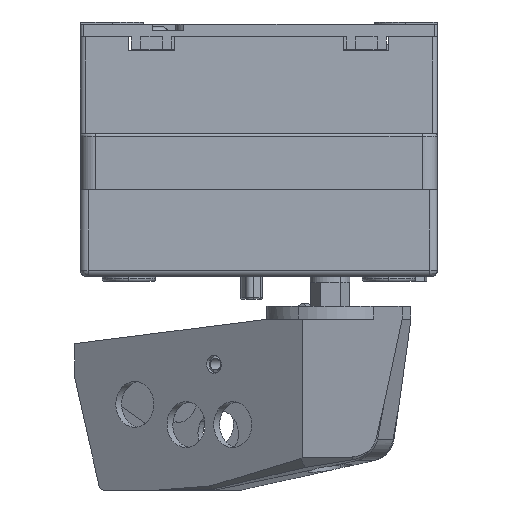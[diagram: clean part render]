
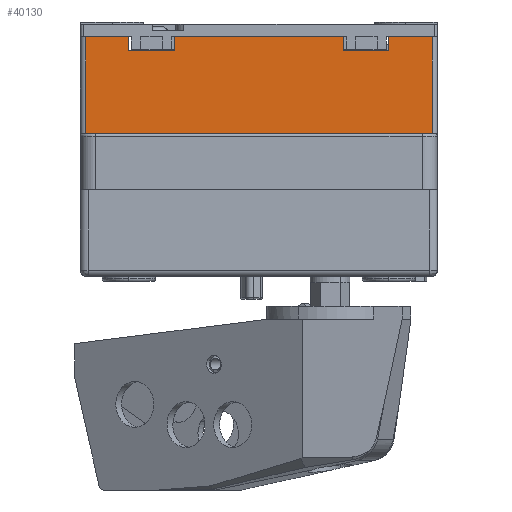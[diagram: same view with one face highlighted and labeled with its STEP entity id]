
A CAD part, left-side view. The second image highlights one B-rep face of the part: STEP entity #40130.
In plain terms, the highlighted planar face has unit normal (-1, 0, 0).
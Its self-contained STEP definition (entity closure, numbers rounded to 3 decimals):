
#333 = LINE ( 'NONE', #120173, #69558 ) ;
#610 = EDGE_CURVE ( 'NONE', #77450, #117987, #60006, .T. ) ;
#1141 = LINE ( 'NONE', #107998, #25831 ) ;
#2898 = CARTESIAN_POINT ( 'NONE',  ( 13.5, 51.6, 18.25 ) ) ;
#3154 = CARTESIAN_POINT ( 'NONE',  ( 13.5, 69., 2. ) ) ;
#3252 = FACE_OUTER_BOUND ( 'NONE', #103531, .T. ) ;
#5393 = DIRECTION ( 'NONE',  ( 0., 0., 1. ) ) ;
#6777 = LINE ( 'NONE', #28450, #106489 ) ;
#7737 = VECTOR ( 'NONE', #24667, 1000. ) ;
#8692 = EDGE_CURVE ( 'NONE', #138793, #82817, #141092, .T. ) ;
#11295 = DIRECTION ( 'NONE',  ( 0., 1., 0. ) ) ;
#13872 = DIRECTION ( 'NONE',  ( 0., 1., 0. ) ) ;
#14557 = LINE ( 'NONE', #36908, #7737 ) ;
#14701 = DIRECTION ( 'NONE',  ( 0., 0., 1. ) ) ;
#20300 = ORIENTED_EDGE ( 'NONE', *, *, #142731, .F. ) ;
#23590 = CARTESIAN_POINT ( 'NONE',  ( 13.5, 18.4, 21. ) ) ;
#23735 = EDGE_CURVE ( 'NONE', #130933, #36946, #101339, .T. ) ;
#24261 = EDGE_CURVE ( 'NONE', #131774, #117987, #122475, .T. ) ;
#24667 = DIRECTION ( 'NONE',  ( 0., -1., 0. ) ) ;
#25714 = CARTESIAN_POINT ( 'NONE',  ( 13.5, 18.4, 18.25 ) ) ;
#25831 = VECTOR ( 'NONE', #43007, 1000. ) ;
#27820 = EDGE_CURVE ( 'NONE', #130933, #104496, #110088, .T. ) ;
#28186 = AXIS2_PLACEMENT_3D ( 'NONE', #57402, #102156, #113696 ) ;
#28450 = CARTESIAN_POINT ( 'NONE',  ( 13.5, 18.4, 18.25 ) ) ;
#34309 = PLANE ( 'NONE',  #28186 ) ;
#35267 = EDGE_CURVE ( 'NONE', #138793, #104496, #333, .T. ) ;
#35643 = EDGE_CURVE ( 'NONE', #97904, #110635, #1141, .T. ) ;
#35957 = EDGE_CURVE ( 'NONE', #97904, #131774, #6777, .T. ) ;
#36908 = CARTESIAN_POINT ( 'NONE',  ( 13.5, 60.5, 18.25 ) ) ;
#36946 = VERTEX_POINT ( 'NONE', #136661 ) ;
#40130 = ADVANCED_FACE ( 'NONE', ( #3252 ), #34309, .T. ) ;
#42365 = VECTOR ( 'NONE', #58382, 1000. ) ;
#42431 = ORIENTED_EDGE ( 'NONE', *, *, #103448, .T. ) ;
#42641 = VERTEX_POINT ( 'NONE', #63527 ) ;
#43007 = DIRECTION ( 'NONE',  ( 0., -1., 0. ) ) ;
#46073 = CARTESIAN_POINT ( 'NONE',  ( 13.5, 1., 21. ) ) ;
#47539 = LINE ( 'NONE', #94382, #42365 ) ;
#54354 = VECTOR ( 'NONE', #14701, 1000. ) ;
#54589 = ORIENTED_EDGE ( 'NONE', *, *, #27820, .T. ) ;
#57402 = CARTESIAN_POINT ( 'NONE',  ( 13.5, 70., 2. ) ) ;
#58382 = DIRECTION ( 'NONE',  ( 0., 0., 1. ) ) ;
#60006 = LINE ( 'NONE', #136560, #140869 ) ;
#60192 = ORIENTED_EDGE ( 'NONE', *, *, #610, .F. ) ;
#61085 = CARTESIAN_POINT ( 'NONE',  ( 13.5, 18.4, 21. ) ) ;
#61601 = CARTESIAN_POINT ( 'NONE',  ( 13.5, 51.6, 21. ) ) ;
#63527 = CARTESIAN_POINT ( 'NONE',  ( 13.5, 60.5, 18.25 ) ) ;
#64527 = EDGE_CURVE ( 'NONE', #110635, #82817, #137879, .T. ) ;
#69558 = VECTOR ( 'NONE', #88437, 1000. ) ;
#71943 = VECTOR ( 'NONE', #78328, 1000. ) ;
#72189 = DIRECTION ( 'NONE',  ( 0., 0., 1. ) ) ;
#72875 = CARTESIAN_POINT ( 'NONE',  ( 13.5, 9.5, 18.25 ) ) ;
#77450 = VERTEX_POINT ( 'NONE', #2898 ) ;
#77620 = CARTESIAN_POINT ( 'NONE',  ( 13.5, 69., 2. ) ) ;
#78328 = DIRECTION ( 'NONE',  ( 0., -1., 0. ) ) ;
#79577 = DIRECTION ( 'NONE',  ( 0., 0., 1. ) ) ;
#80489 = EDGE_CURVE ( 'NONE', #126599, #36946, #135177, .T. ) ;
#82817 = VERTEX_POINT ( 'NONE', #138466 ) ;
#86741 = VECTOR ( 'NONE', #11295, 1000. ) ;
#88093 = VECTOR ( 'NONE', #13872, 1000. ) ;
#88437 = DIRECTION ( 'NONE',  ( 0., 0., -1. ) ) ;
#89972 = ORIENTED_EDGE ( 'NONE', *, *, #23735, .F. ) ;
#90480 = ORIENTED_EDGE ( 'NONE', *, *, #35957, .T. ) ;
#90909 = CARTESIAN_POINT ( 'NONE',  ( 13.5, 1., 2. ) ) ;
#92963 = ORIENTED_EDGE ( 'NONE', *, *, #8692, .T. ) ;
#94382 = CARTESIAN_POINT ( 'NONE',  ( 13.5, 60.5, 18.25 ) ) ;
#96508 = ORIENTED_EDGE ( 'NONE', *, *, #35643, .F. ) ;
#97904 = VERTEX_POINT ( 'NONE', #25714 ) ;
#100533 = ORIENTED_EDGE ( 'NONE', *, *, #64527, .F. ) ;
#101339 = LINE ( 'NONE', #3154, #54354 ) ;
#101461 = ORIENTED_EDGE ( 'NONE', *, *, #35267, .F. ) ;
#102156 = DIRECTION ( 'NONE',  ( -1., 0., 0. ) ) ;
#103448 = EDGE_CURVE ( 'NONE', #42641, #126599, #47539, .T. ) ;
#103531 = EDGE_LOOP ( 'NONE', ( #54589, #101461, #92963, #100533, #96508, #90480, #118622, #60192, #20300, #42431, #131473, #89972 ) ) ;
#104496 = VERTEX_POINT ( 'NONE', #90909 ) ;
#106190 = VECTOR ( 'NONE', #121578, 1000. ) ;
#106489 = VECTOR ( 'NONE', #5393, 1000. ) ;
#106939 = CARTESIAN_POINT ( 'NONE',  ( 13.5, 69., 2. ) ) ;
#107998 = CARTESIAN_POINT ( 'NONE',  ( 13.5, 18.4, 18.25 ) ) ;
#110088 = LINE ( 'NONE', #77620, #71943 ) ;
#110635 = VERTEX_POINT ( 'NONE', #119870 ) ;
#111574 = CARTESIAN_POINT ( 'NONE',  ( 13.5, 60.5, 21. ) ) ;
#113696 = DIRECTION ( 'NONE',  ( 0., 0., 1. ) ) ;
#117987 = VERTEX_POINT ( 'NONE', #61601 ) ;
#118622 = ORIENTED_EDGE ( 'NONE', *, *, #24261, .T. ) ;
#119870 = CARTESIAN_POINT ( 'NONE',  ( 13.5, 9.5, 18.25 ) ) ;
#120173 = CARTESIAN_POINT ( 'NONE',  ( 13.5, 1., 21. ) ) ;
#120856 = CARTESIAN_POINT ( 'NONE',  ( 13.5, 1., 21. ) ) ;
#121578 = DIRECTION ( 'NONE',  ( 0., 1., 0. ) ) ;
#122475 = LINE ( 'NONE', #23590, #86741 ) ;
#126032 = VECTOR ( 'NONE', #72189, 1000. ) ;
#126599 = VERTEX_POINT ( 'NONE', #111574 ) ;
#130933 = VERTEX_POINT ( 'NONE', #106939 ) ;
#131473 = ORIENTED_EDGE ( 'NONE', *, *, #80489, .T. ) ;
#131774 = VERTEX_POINT ( 'NONE', #61085 ) ;
#133730 = CARTESIAN_POINT ( 'NONE',  ( 13.5, 60.5, 21. ) ) ;
#135177 = LINE ( 'NONE', #133730, #88093 ) ;
#136560 = CARTESIAN_POINT ( 'NONE',  ( 13.5, 51.6, 18.25 ) ) ;
#136661 = CARTESIAN_POINT ( 'NONE',  ( 13.5, 69., 21. ) ) ;
#137879 = LINE ( 'NONE', #72875, #126032 ) ;
#138466 = CARTESIAN_POINT ( 'NONE',  ( 13.5, 9.5, 21. ) ) ;
#138793 = VERTEX_POINT ( 'NONE', #46073 ) ;
#140869 = VECTOR ( 'NONE', #79577, 1000. ) ;
#141092 = LINE ( 'NONE', #120856, #106190 ) ;
#142731 = EDGE_CURVE ( 'NONE', #42641, #77450, #14557, .T. ) ;
